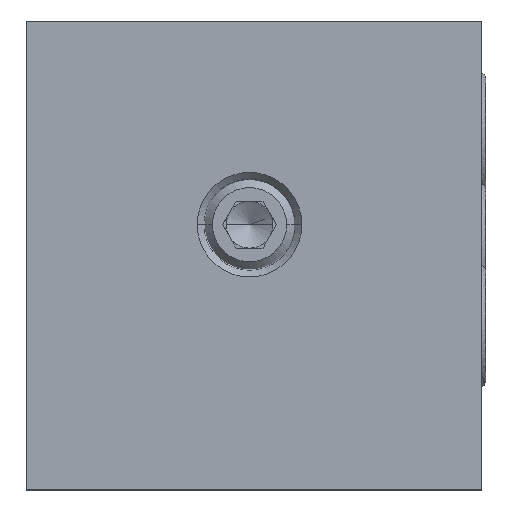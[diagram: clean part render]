
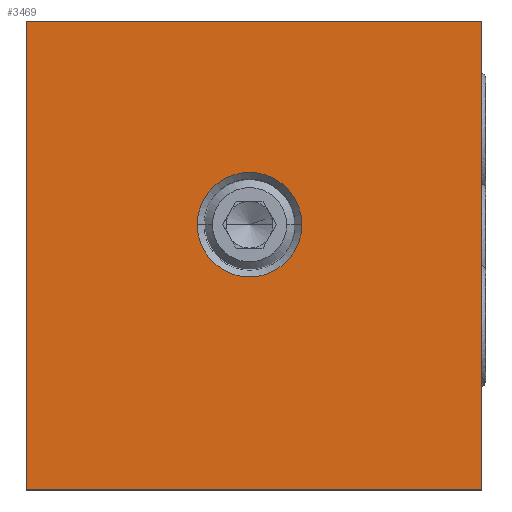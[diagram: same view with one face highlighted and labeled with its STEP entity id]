
A CAD part, top view. The second image highlights one B-rep face of the part: STEP entity #3469.
In plain terms, the highlighted planar face has unit normal (0, 0, 1).
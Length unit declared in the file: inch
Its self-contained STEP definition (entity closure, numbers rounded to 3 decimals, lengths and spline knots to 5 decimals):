
#777=DIRECTION('',(0.,-1.,0.));
#778=VECTOR('',#777,2.5);
#779=CARTESIAN_POINT('',(0.,0.,3.312));
#780=LINE('',#779,#778);
#781=DIRECTION('',(-1.,0.,0.));
#782=VECTOR('',#781,2.438);
#783=CARTESIAN_POINT('',(2.438,0.,3.312));
#784=LINE('',#783,#782);
#785=DIRECTION('',(0.,1.,0.));
#786=VECTOR('',#785,2.5);
#787=CARTESIAN_POINT('',(2.438,-2.5,3.312));
#788=LINE('',#787,#786);
#789=DIRECTION('',(1.,0.,0.));
#790=VECTOR('',#789,2.438);
#791=CARTESIAN_POINT('',(0.,-2.5,3.312));
#792=LINE('',#791,#790);
#793=CARTESIAN_POINT('',(1.195,-1.085,3.312));
#794=DIRECTION('',(0.,0.,-1.));
#795=DIRECTION('',(-1.,0.,0.));
#796=AXIS2_PLACEMENT_3D('',#793,#794,#795);
#798=CARTESIAN_POINT('',(1.195,-1.085,3.312));
#799=DIRECTION('',(0.,0.,-1.));
#800=DIRECTION('',(1.,0.,0.));
#801=AXIS2_PLACEMENT_3D('',#798,#799,#800);
#2717=CARTESIAN_POINT('',(0.,0.,3.312));
#2718=CARTESIAN_POINT('',(0.,-2.5,3.312));
#2719=VERTEX_POINT('',#2717);
#2720=VERTEX_POINT('',#2718);
#2721=CARTESIAN_POINT('',(2.438,-2.5,3.312));
#2722=VERTEX_POINT('',#2721);
#2723=CARTESIAN_POINT('',(2.438,0.,3.312));
#2724=VERTEX_POINT('',#2723);
#3006=CARTESIAN_POINT('',(1.475,-1.085,3.312));
#3007=VERTEX_POINT('',#3006);
#3008=CARTESIAN_POINT('',(0.915,-1.085,
3.312));
#3009=VERTEX_POINT('',#3008);
#3450=CARTESIAN_POINT('',(0.,0.,3.312));
#3451=DIRECTION('',(0.,0.,1.));
#3452=DIRECTION('',(1.,0.,0.));
#3453=AXIS2_PLACEMENT_3D('',#3450,#3451,#3452);
#3454=PLANE('',#3453);
#3455=ORIENTED_EDGE('',*,*,#3127,.F.);
#3457=ORIENTED_EDGE('',*,*,#3456,.F.);
#3459=ORIENTED_EDGE('',*,*,#3458,.F.);
#3460=ORIENTED_EDGE('',*,*,#3443,.F.);
#3461=EDGE_LOOP('',(#3455,#3457,#3459,#3460));
#3462=FACE_OUTER_BOUND('',#3461,.F.);
#3464=ORIENTED_EDGE('',*,*,#3463,.F.);
#3466=ORIENTED_EDGE('',*,*,#3465,.F.);
#3467=EDGE_LOOP('',(#3464,#3466));
#3468=FACE_BOUND('',#3467,.F.);
#3469=ADVANCED_FACE('',(#3462,#3468),#3454,.T.);
#797=CIRCLE('',#796,0.28);
#802=CIRCLE('',#801,0.28);
#3127=EDGE_CURVE('',#2719,#2720,#780,.T.);
#3443=EDGE_CURVE('',#2720,#2722,#792,.T.);
#3456=EDGE_CURVE('',#2724,#2719,#784,.T.);
#3458=EDGE_CURVE('',#2722,#2724,#788,.T.);
#3463=EDGE_CURVE('',#3009,#3007,#797,.T.);
#3465=EDGE_CURVE('',#3007,#3009,#802,.T.);
